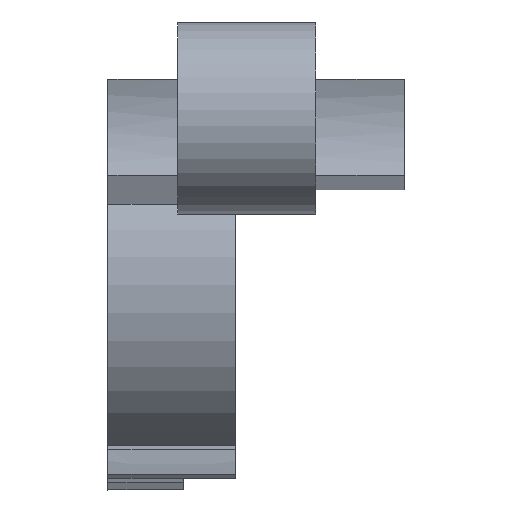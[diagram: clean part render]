
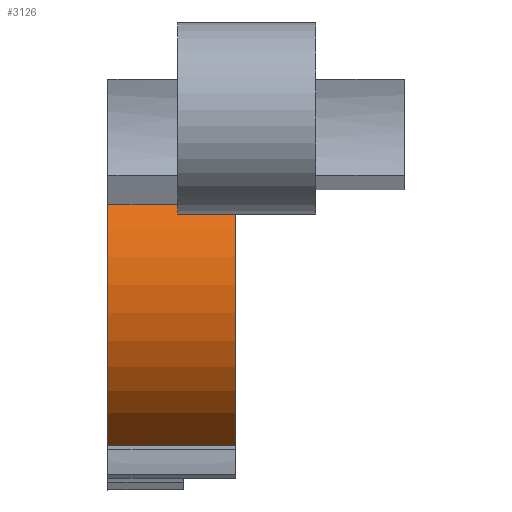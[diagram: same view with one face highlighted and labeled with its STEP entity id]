
A CAD part, left-side view. The second image highlights one B-rep face of the part: STEP entity #3126.
In plain terms, the highlighted cylindrical face has radius 10 mm (diameter 20 mm), a partial arc.
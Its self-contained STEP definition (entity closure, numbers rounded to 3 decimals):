
#171=DIRECTION('',(0.,-1.,0.));
#172=VECTOR('',#171,7.275);
#173=CARTESIAN_POINT('',(-89.033,202.635,32.286));
#174=LINE('',#173,#172);
#194=CARTESIAN_POINT('',(-80.3,195.36,27.414));
#195=DIRECTION('',(0.,-1.,0.));
#196=DIRECTION('',(-0.873,0.,0.487));
#197=AXIS2_PLACEMENT_3D('',#194,#195,#196);
#1026=CARTESIAN_POINT('',(-80.3,202.635,27.414));
#1027=DIRECTION('',(0.,1.,0.));
#1028=DIRECTION('',(-0.452,0.,-0.892));
#1029=AXIS2_PLACEMENT_3D('',#1026,#1027,#1028);
#1249=DIRECTION('',(0.,-1.,0.));
#1250=VECTOR('',#1249,7.275);
#1251=CARTESIAN_POINT('',(-84.819,202.635,18.494));
#1252=LINE('',#1251,#1250);
#1546=CARTESIAN_POINT('',(-84.819,202.635,18.494));
#1547=VERTEX_POINT('',#1546);
#1548=CARTESIAN_POINT('',(-89.033,202.635,32.286));
#1549=VERTEX_POINT('',#1548);
#1710=CARTESIAN_POINT('',(-84.819,195.36,18.494));
#1711=VERTEX_POINT('',#1710);
#1712=CARTESIAN_POINT('',(-89.033,195.36,32.286));
#1713=VERTEX_POINT('',#1712);
#3114=CARTESIAN_POINT('',(-80.3,194.907,27.414));
#3115=DIRECTION('',(0.,1.,0.));
#3116=DIRECTION('',(-0.996,0.,-0.087));
#3117=AXIS2_PLACEMENT_3D('',#3114,#3115,#3116);
#3118=CYLINDRICAL_SURFACE('',#3117,10.);
#3119=ORIENTED_EDGE('',*,*,#1982,.T.);
#3120=ORIENTED_EDGE('',*,*,#2016,.T.);
#3122=ORIENTED_EDGE('',*,*,#3121,.F.);
#3123=ORIENTED_EDGE('',*,*,#3028,.T.);
#3124=EDGE_LOOP('',(#3119,#3120,#3122,#3123));
#3125=FACE_OUTER_BOUND('',#3124,.F.);
#198=CIRCLE('',#197,10.);
#1030=CIRCLE('',#1029,10.);
#1982=EDGE_CURVE('',#1549,#1713,#174,.T.);
#2016=EDGE_CURVE('',#1713,#1711,#198,.T.);
#3028=EDGE_CURVE('',#1547,#1549,#1030,.T.);
#3121=EDGE_CURVE('',#1547,#1711,#1252,.T.);
#3126=ADVANCED_FACE('',(#3125),#3118,.T.);
